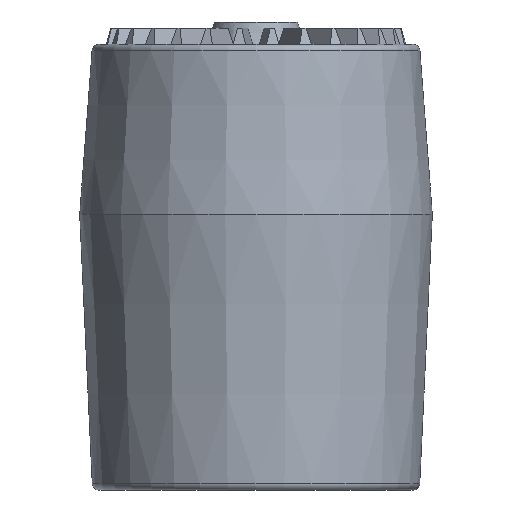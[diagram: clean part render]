
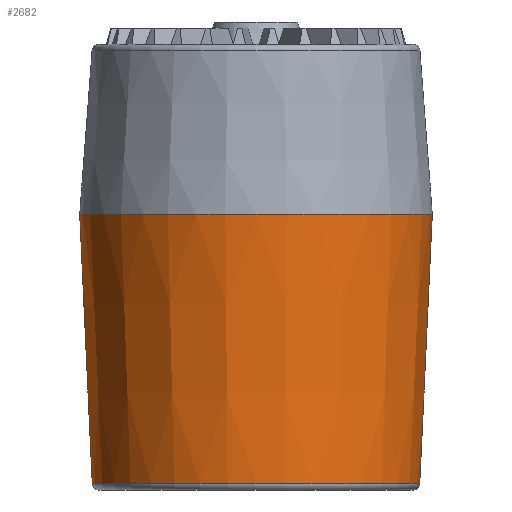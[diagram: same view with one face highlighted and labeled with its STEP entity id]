
A CAD part, front view. The second image highlights one B-rep face of the part: STEP entity #2682.
In plain terms, the highlighted conical face has half-angle 2.663 degrees and reference radius 55 mm.
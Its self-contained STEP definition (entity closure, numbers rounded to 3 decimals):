
#26=CONICAL_SURFACE('',#2857,55.,0.046);
#34=CIRCLE('',#2856,55.);
#35=CIRCLE('',#2858,51.089);
#703=ORIENTED_EDGE('',*,*,#1077,.T.);
#704=ORIENTED_EDGE('',*,*,#1076,.F.);
#1076=EDGE_CURVE('',#1318,#1318,#34,.T.);
#1077=EDGE_CURVE('',#1319,#1319,#35,.F.);
#1318=VERTEX_POINT('',#4258);
#1319=VERTEX_POINT('',#4261);
#2174=EDGE_LOOP('',(#703));
#2175=EDGE_LOOP('',(#704));
#2370=FACE_BOUND('',#2174,.T.);
#2371=FACE_BOUND('',#2175,.T.);
#2682=ADVANCED_FACE('',(#2370,#2371),#26,.T.);
#2856=AXIS2_PLACEMENT_3D('',#4257,#3499,#3500);
#2857=AXIS2_PLACEMENT_3D('',#4259,#3501,#3502);
#2858=AXIS2_PLACEMENT_3D('',#4260,#3503,#3504);
#3499=DIRECTION('',(0.,0.,1.));
#3500=DIRECTION('',(1.,0.,0.));
#3501=DIRECTION('',(0.,0.,1.));
#3502=DIRECTION('',(1.,0.,0.));
#3503=DIRECTION('',(0.,0.,-1.));
#3504=DIRECTION('',(-1.,0.,0.));
#4257=CARTESIAN_POINT('',(0.,0.,-3.));
#4258=CARTESIAN_POINT('',(55.,0.,-3.));
#4259=CARTESIAN_POINT('',(0.,0.,-3.));
#4260=CARTESIAN_POINT('',(0.,0.,-87.093));
#4261=CARTESIAN_POINT('',(-51.089,0.,-87.093));
